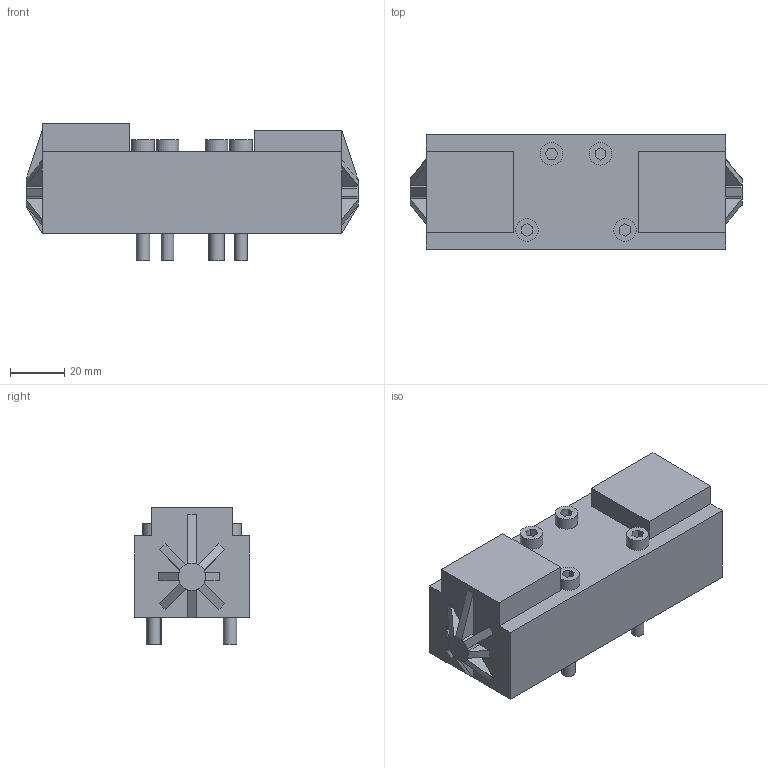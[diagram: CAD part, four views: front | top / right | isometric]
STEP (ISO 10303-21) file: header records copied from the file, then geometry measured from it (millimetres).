
FILE_DESCRIPTION(/* description */ ('Unknown'),/* implementation_level */ '2;1');
FILE_NAME(/* name */ '1011.52.1.9',/* time_stamp */ '2018-04-06T09:35:06-04:00',/* author */ ('Unknown'),/* organization */ ('Unknown'),/* preprocessor_version */ 'ST-DEVELOPER v16.7',/* originating_system */ 'DEX',/* authorisation */ $);
FILE_SCHEMA (('AUTOMOTIVE_DESIGN {1 0 10303 214 3 1 1}'));
Length unit declared in the file: millimetre
Products named in the file (2): 1011.52.1.9; 1011_52_3_9
Assembly tree (1 placements, depth 2):
  1011.52.1.9
    1011_52_3_9
Bounding box: 122 x 42 x 50.5 mm (x, y, z)
Volume: 160349.5 mm3; surface area: 23118.7 mm2
Topology: 1 solids, 1 shells, 125 faces, 327 edges, 216 vertices
Faces by surface type: plane 101, cylinder 24
Full cylindrical faces by diameter (mm): 4.486 x1, 4.497 x1, 5 x1, 5.543 x1, 8.3 x4
Entity records: 4679 total; most frequent: CARTESIAN_POINT 662, ORIENTED_EDGE 638, DIRECTION 621, EDGE_CURVE 319, LINE 271, VECTOR 271, VERTEX_POINT 216, AXIS2_PLACEMENT_3D 175
